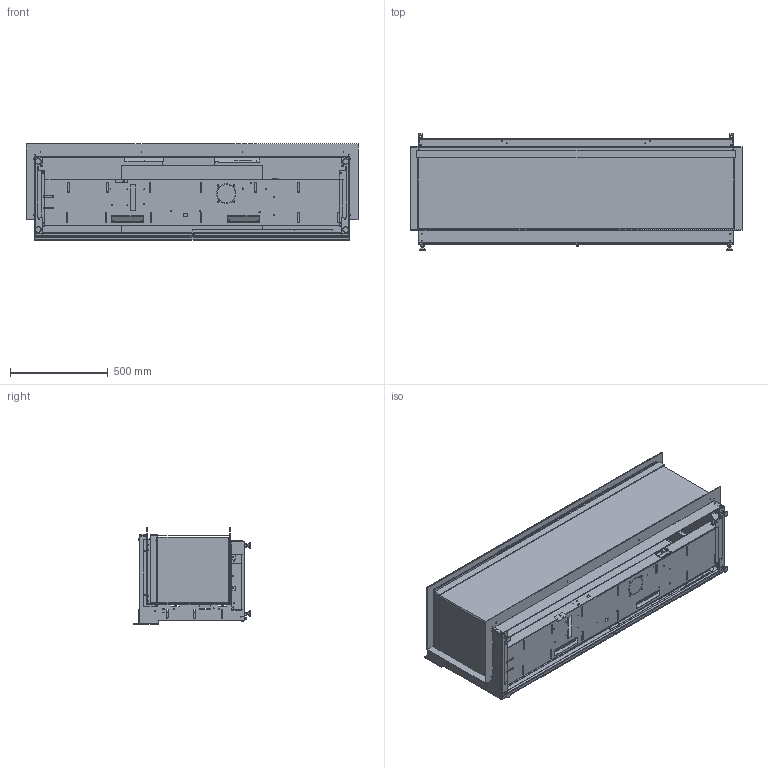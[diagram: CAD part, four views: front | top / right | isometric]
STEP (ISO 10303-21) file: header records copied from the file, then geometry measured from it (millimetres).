
FILE_DESCRIPTION (( 'STEP AP203' ), '1' );
FILE_NAME ('E-ONE 160 3S zonder heater.STEP', '2023-09-14T08:06:05', ( '' ), ( '' ), 'SwSTEP 2.0', 'SolidWorks 2020', '' );
FILE_SCHEMA (( 'CONFIG_CONTROL_DESIGN' ));
Length unit declared in the file: millimetre
Products named in the file (1): E-ONE 160 3S zonder heater
Bounding box: 1700 x 596.74 x 492.1 mm (x, y, z)
Surface area: 6924218.1 mm2 (no closed solid volume)
Topology: 0 solids, 227 shells, 536 faces, 4086 edges, 3704 vertices
Faces by surface type: plane 359, cylinder 113, cone 33, bspline 17, torus 14
Entity records: 40086 total; most frequent: CARTESIAN_POINT 9880, DIRECTION 6260, ORIENTED_EDGE 4534, EDGE_CURVE 4080, VERTEX_POINT 3704, VECTOR 2578, LINE 2578, AXIS2_PLACEMENT_3D 1841
